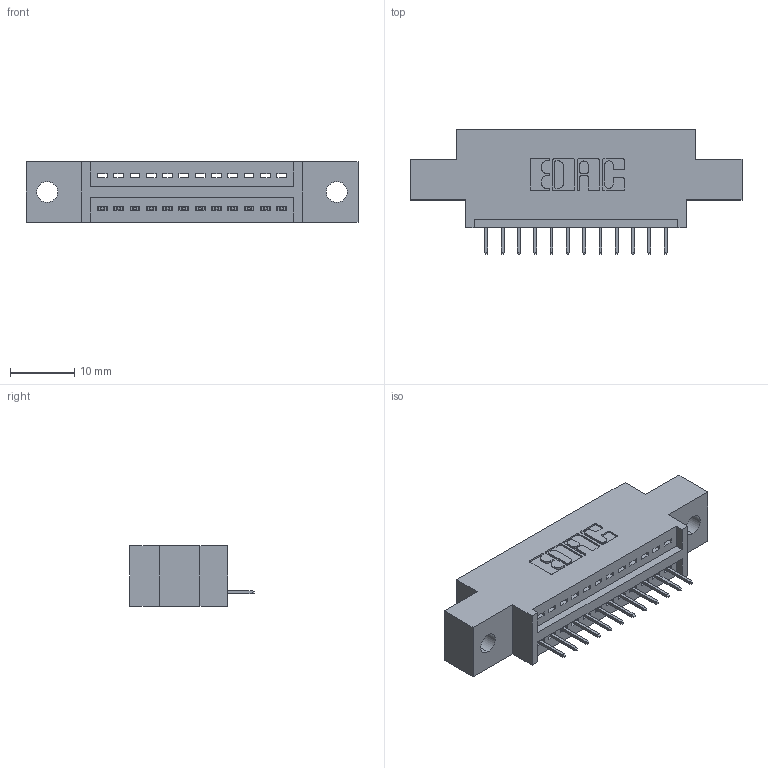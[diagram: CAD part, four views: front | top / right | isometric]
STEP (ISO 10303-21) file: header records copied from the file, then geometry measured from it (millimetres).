
FILE_DESCRIPTION (( 'STEP AP203' ), '1' );
FILE_NAME ('345-012-524-602.STEP', '2018-08-18T02:11:13', ( '' ), ( '' ), 'SwSTEP 2.0', 'SolidWorks 2016', '' );
FILE_SCHEMA (( 'CONFIG_CONTROL_DESIGN' ));
Length unit declared in the file: inch
Products named in the file (3): 345 Part_0.170 Offset - 0.128 Dia; 345-292-001_345-293-124; 345-012-524-602
Assembly tree (13 placements, depth 2):
  345-012-524-602
    345 Part_0.170 Offset - 0.128 Dia
    345-292-001_345-293-124  x12
Bounding box: 51.69 x 19.35 x 9.4 mm (x, y, z)
Volume: 4466.3 mm3; surface area: 5231 mm2
Topology: 13 solids, 13 shells, 874 faces, 2513 edges, 1626 vertices
Faces by surface type: plane 636, cylinder 238
Entity records: 13279 total; most frequent: CARTESIAN_POINT 2308, ORIENTED_EDGE 2254, DIRECTION 2059, EDGE_CURVE 1127, VECTOR 951, LINE 951, VERTEX_POINT 746, AXIS2_PLACEMENT_3D 554
